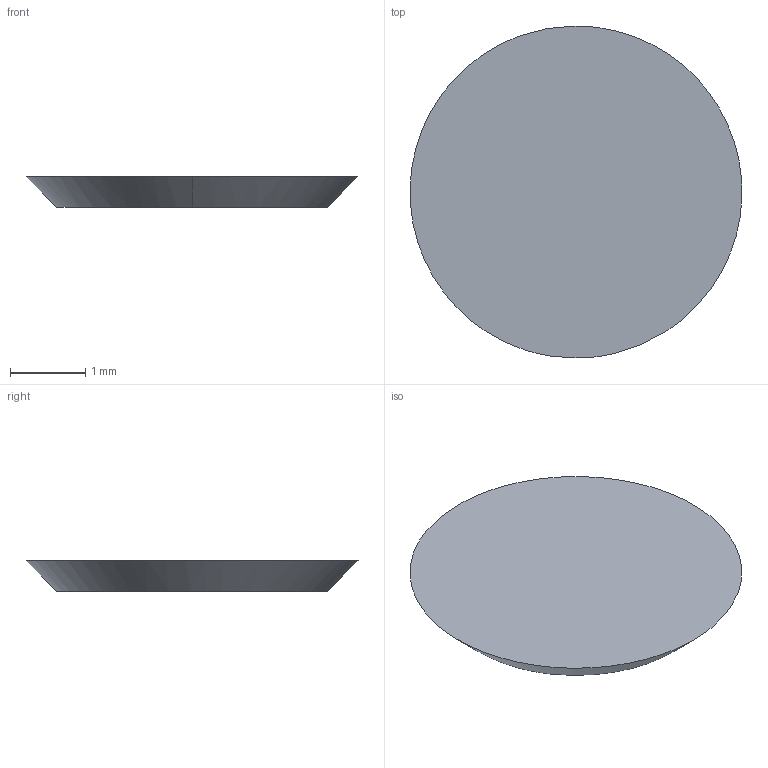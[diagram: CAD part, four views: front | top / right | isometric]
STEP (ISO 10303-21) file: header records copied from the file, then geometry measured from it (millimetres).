
FILE_DESCRIPTION (( 'STEP AP214' ), '1' );
FILE_NAME ('5050 RGB led腑欶.STEP', '2023-04-09T07:02:22', ( '' ), ( '' ), 'SwSTEP 2.0', 'SolidWorks 2023', '' );
FILE_SCHEMA (( 'AUTOMOTIVE_DESIGN' ));
Length unit declared in the file: millimetre
Products named in the file (1): 5050 RGB led灯罩
Bounding box: 4.4 x 4.4 x 0.4 mm (x, y, z)
Volume: 5 mm3; surface area: 32.9 mm2
Topology: 1 solids, 1 shells, 46 faces, 126 edges, 82 vertices
Faces by surface type: plane 31, cylinder 13, cone 2
Entity records: 2033 total; most frequent: CARTESIAN_POINT 343, ORIENTED_EDGE 252, DIRECTION 228, EDGE_CURVE 126, LINE 90, VECTOR 90, VERTEX_POINT 82, AXIS2_PLACEMENT_3D 69
